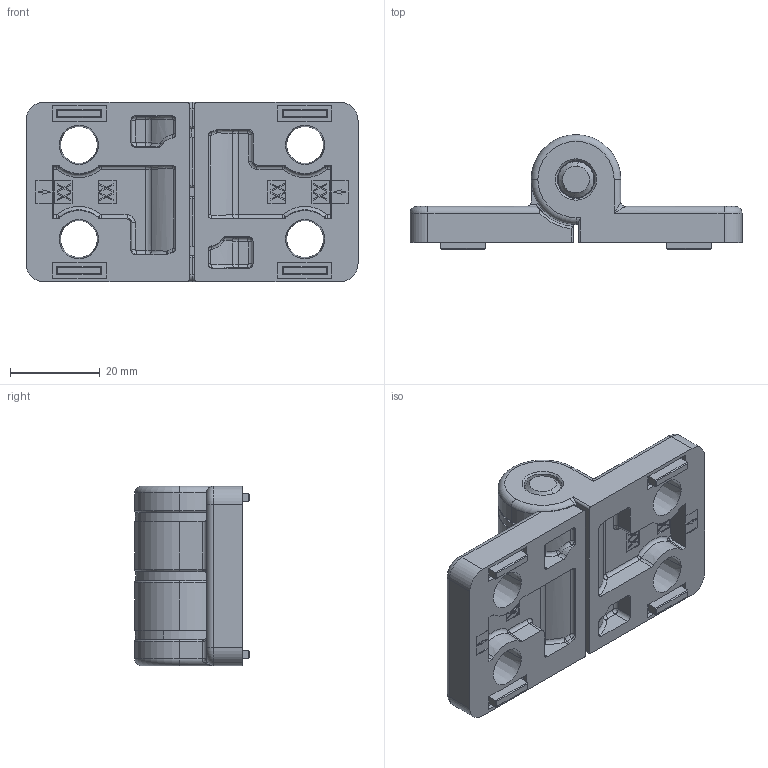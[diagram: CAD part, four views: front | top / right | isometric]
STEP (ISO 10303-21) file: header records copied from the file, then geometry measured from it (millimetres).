
FILE_DESCRIPTION(('STEP AP214'),'1');
FILE_NAME('fath_095z4545f10s.stp','2018-07-10T16:37:58',('TraceParts'),('TraceParts S.A.'),'Spatial InterOp 3D',' ',' ');
FILE_SCHEMA(('automotive_design'));
Length unit declared in the file: millimetre
Products named in the file (6): fath_095z4545f10s_1; fath_095z4545f10s_2; fath_095z4545f10s_3; fath_095z4545f10s_4; fath_095z4545f10s_5; fath_095z4545f10s_6
Bounding box: 74 x 25.5 x 40 mm (x, y, z)
Volume: 28428.1 mm3; surface area: 16753.5 mm2
Topology: 6 solids, 6 shells, 520 faces, 1288 edges, 800 vertices
Faces by surface type: plane 266, cylinder 110, bspline 70, torus 42, cone 32
Entity records: 20668 total; most frequent: CARTESIAN_POINT 4554, ORIENTED_EDGE 2564, DIRECTION 2298, EDGE_CURVE 1282, VERTEX_POINT 800, LINE 794, VECTOR 794, AXIS2_PLACEMENT_3D 752
